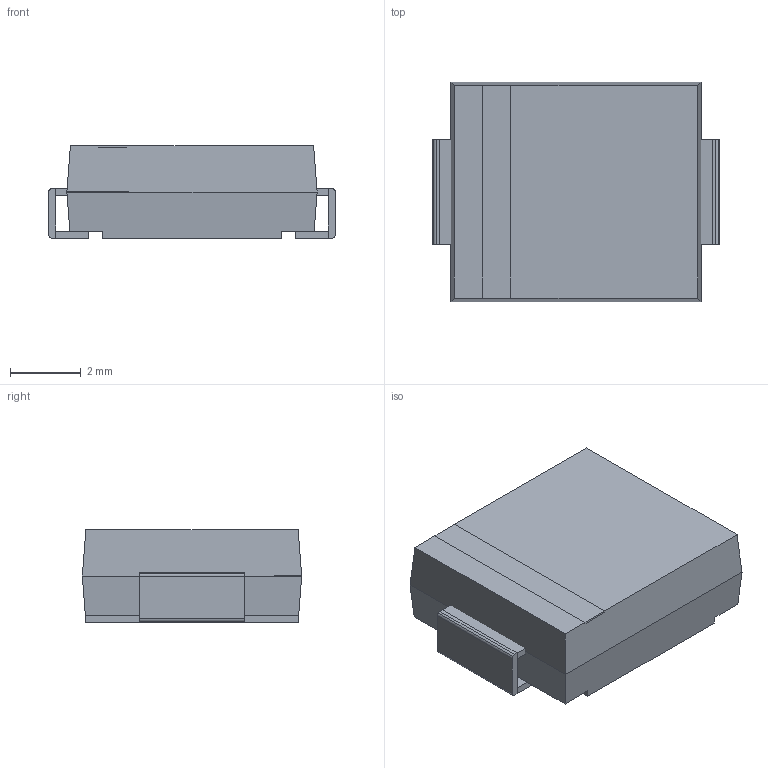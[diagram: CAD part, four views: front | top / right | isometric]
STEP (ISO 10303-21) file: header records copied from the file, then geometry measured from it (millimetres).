
FILE_DESCRIPTION((''),'2;1');
FILE_NAME('DIOM7959X262N.stp','2009-07-14T16:19:37',(''),(''),'Mechanical Desktop 2006','Mechanical Desktop 2006',', , ');
FILE_SCHEMA(('AUTOMOTIVE_DESIGN { 1 2 10303 214 0 1 1 1 }'));
Length unit declared in the file: millimetre
Products named in the file (1): Product
Bounding box: 8.13 x 6.22 x 2.62 mm (x, y, z)
Volume: 114 mm3; surface area: 299.6 mm2
Topology: 9 solids, 9 shells, 72 faces, 158 edges, 104 vertices
Faces by surface type: plane 46, bspline 22, cylinder 4
Entity records: 2049 total; most frequent: CARTESIAN_POINT 457, ORIENTED_EDGE 316, DIRECTION 276, EDGE_CURVE 158, VECTOR 142, LINE 142, VERTEX_POINT 104, EDGE_LOOP 72
